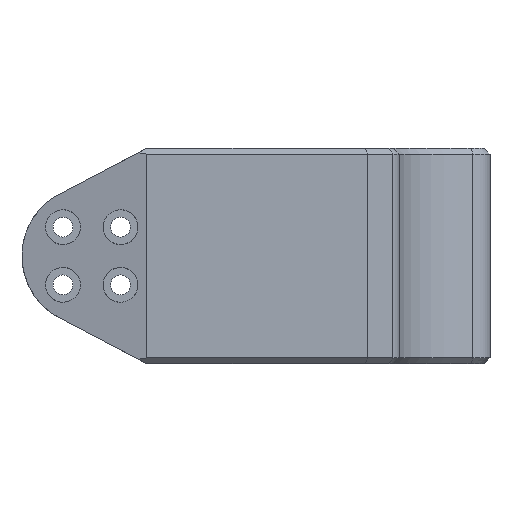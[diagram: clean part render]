
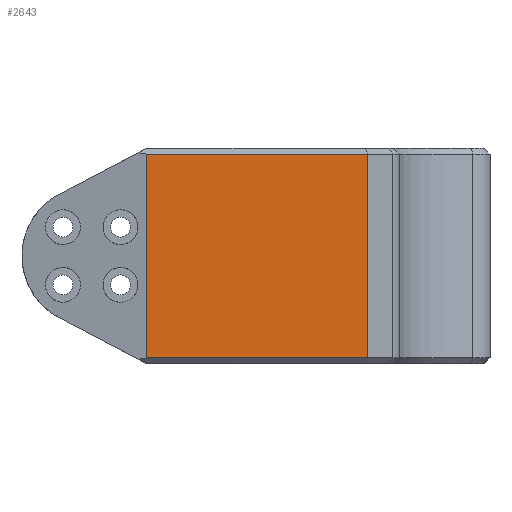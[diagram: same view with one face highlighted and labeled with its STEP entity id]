
A CAD part, front view. The second image highlights one B-rep face of the part: STEP entity #2643.
In plain terms, the highlighted planar face has unit normal (0, -1, 0).
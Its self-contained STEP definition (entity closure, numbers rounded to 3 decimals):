
#144 = LINE ( 'NONE', #5310, #3276 ) ;
#185 = CARTESIAN_POINT ( 'NONE',  ( 12., -33., 37. ) ) ;
#195 = ORIENTED_EDGE ( 'NONE', *, *, #5988, .T. ) ;
#292 = VECTOR ( 'NONE', #888, 1000. ) ;
#697 = FACE_OUTER_BOUND ( 'NONE', #2607, .T. ) ;
#795 = DIRECTION ( 'NONE',  ( 1., 0., 0. ) ) ;
#888 = DIRECTION ( 'NONE',  ( 0., 0., -1. ) ) ;
#1069 = EDGE_CURVE ( 'NONE', #1505, #3344, #2909, .T. ) ;
#1096 = PLANE ( 'NONE',  #3208 ) ;
#1133 = VECTOR ( 'NONE', #2337, 1000. ) ;
#1385 = CARTESIAN_POINT ( 'NONE',  ( 12., -33., 1. ) ) ;
#1505 = VERTEX_POINT ( 'NONE', #2156 ) ;
#1685 = DIRECTION ( 'NONE',  ( 0., 0., 1. ) ) ;
#1843 = CARTESIAN_POINT ( 'NONE',  ( 12., -33., 1. ) ) ;
#1966 = CARTESIAN_POINT ( 'NONE',  ( -26., -33., 37. ) ) ;
#2156 = CARTESIAN_POINT ( 'NONE',  ( -26., -33., 36. ) ) ;
#2337 = DIRECTION ( 'NONE',  ( 0., 0., -1. ) ) ;
#2394 = VERTEX_POINT ( 'NONE', #1843 ) ;
#2514 = ORIENTED_EDGE ( 'NONE', *, *, #3345, .F. ) ;
#2607 = EDGE_LOOP ( 'NONE', ( #3960, #3406, #2514, #195 ) ) ;
#2643 = ADVANCED_FACE ( 'NONE', ( #697 ), #1096, .F. ) ;
#2909 = LINE ( 'NONE', #1966, #292 ) ;
#3067 = EDGE_CURVE ( 'NONE', #3344, #2394, #5806, .T. ) ;
#3208 = AXIS2_PLACEMENT_3D ( 'NONE', #185, #6183, #1685 ) ;
#3276 = VECTOR ( 'NONE', #5813, 1000. ) ;
#3344 = VERTEX_POINT ( 'NONE', #3352 ) ;
#3345 = EDGE_CURVE ( 'NONE', #4102, #2394, #5369, .T. ) ;
#3352 = CARTESIAN_POINT ( 'NONE',  ( -26., -33., 1. ) ) ;
#3406 = ORIENTED_EDGE ( 'NONE', *, *, #3067, .T. ) ;
#3829 = VECTOR ( 'NONE', #795, 1000. ) ;
#3892 = CARTESIAN_POINT ( 'NONE',  ( 12., -33., 36. ) ) ;
#3960 = ORIENTED_EDGE ( 'NONE', *, *, #1069, .T. ) ;
#4102 = VERTEX_POINT ( 'NONE', #3892 ) ;
#4892 = CARTESIAN_POINT ( 'NONE',  ( 12., -33., 37. ) ) ;
#5310 = CARTESIAN_POINT ( 'NONE',  ( 12., -33., 36. ) ) ;
#5369 = LINE ( 'NONE', #4892, #1133 ) ;
#5806 = LINE ( 'NONE', #1385, #3829 ) ;
#5813 = DIRECTION ( 'NONE',  ( -1., 0., 0. ) ) ;
#5988 = EDGE_CURVE ( 'NONE', #4102, #1505, #144, .T. ) ;
#6183 = DIRECTION ( 'NONE',  ( 0., 1., 0. ) ) ;
